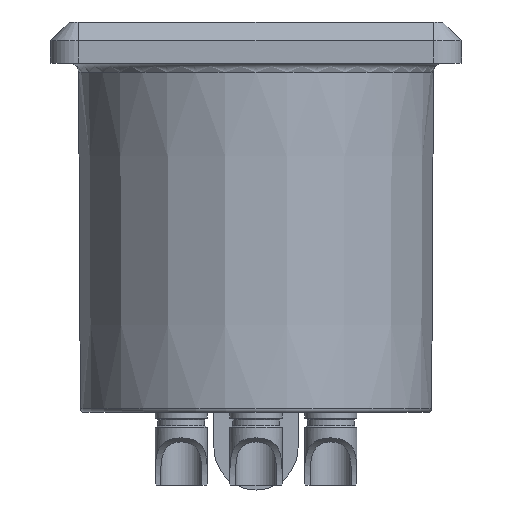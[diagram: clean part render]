
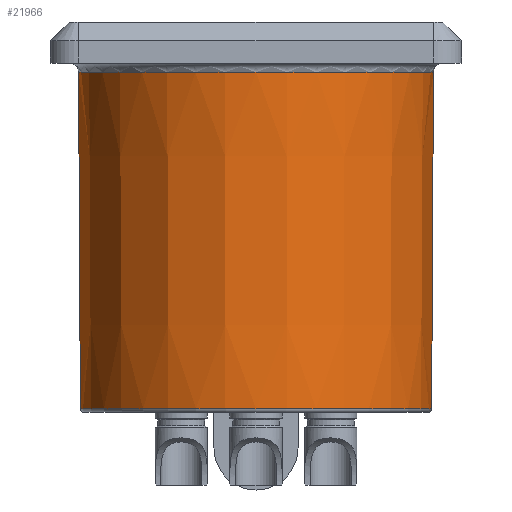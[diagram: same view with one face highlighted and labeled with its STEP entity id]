
A CAD part, front view. The second image highlights one B-rep face of the part: STEP entity #21966.
In plain terms, the highlighted conical face has half-angle 0.306 degrees and reference radius 9.449 mm.
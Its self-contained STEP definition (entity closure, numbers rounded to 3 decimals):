
#2201=DIRECTION('',(-0.005,0.,1.));
#2202=VECTOR('',#2201,18.004);
#2203=CARTESIAN_POINT('',(-9.401,0.,
-20.701));
#2204=LINE('',#2203,#2202);
#2210=DIRECTION('',(0.005,0.,1.));
#2211=VECTOR('',#2210,18.004);
#2212=CARTESIAN_POINT('',(9.401,0.,
-20.701));
#2213=LINE('',#2212,#2211);
#2248=CARTESIAN_POINT('',(0.,0.,-2.697));
#2249=DIRECTION('',(0.,0.,-1.));
#2250=DIRECTION('',(1.,0.,0.));
#2251=AXIS2_PLACEMENT_3D('',#2248,#2249,#2250);
#2253=CARTESIAN_POINT('',(0.,0.,-20.701));
#2254=DIRECTION('',(0.,0.,1.));
#2255=DIRECTION('',(-1.,0.,0.));
#2256=AXIS2_PLACEMENT_3D('',#2253,#2254,#2255);
#18037=CARTESIAN_POINT('',(9.401,0.,-20.701));
#18038=CARTESIAN_POINT('',(-9.401,0.,-20.701));
#18039=VERTEX_POINT('',#18037);
#18040=VERTEX_POINT('',#18038);
#18045=CARTESIAN_POINT('',(-9.497,0.,-2.697));
#18047=VERTEX_POINT('',#18045);
#18049=CARTESIAN_POINT('',(9.497,0.,-2.697));
#18050=VERTEX_POINT('',#18049);
#21954=CARTESIAN_POINT('',(0.,0.,-11.699));
#21955=DIRECTION('',(0.,0.,1.));
#21956=DIRECTION('',(1.,0.,0.));
#21957=AXIS2_PLACEMENT_3D('',#21954,#21955,#21956);
#21958=CONICAL_SURFACE('',#21957,9.449,0.306);
#21959=ORIENTED_EDGE('',*,*,#21905,.F.);
#21960=ORIENTED_EDGE('',*,*,#21944,.F.);
#21962=ORIENTED_EDGE('',*,*,#21961,.F.);
#21963=ORIENTED_EDGE('',*,*,#21940,.T.);
#21964=EDGE_LOOP('',(#21959,#21960,#21962,#21963));
#21965=FACE_OUTER_BOUND('',#21964,.F.);
#21966=ADVANCED_FACE('',(#21965),#21958,.T.);
#2252=CIRCLE('',#2251,9.497);
#2257=CIRCLE('',#2256,9.401);
#21905=EDGE_CURVE('',#18050,#18047,#2252,.T.);
#21940=EDGE_CURVE('',#18040,#18047,#2204,.T.);
#21944=EDGE_CURVE('',#18039,#18050,#2213,.T.);
#21961=EDGE_CURVE('',#18040,#18039,#2257,.T.);
